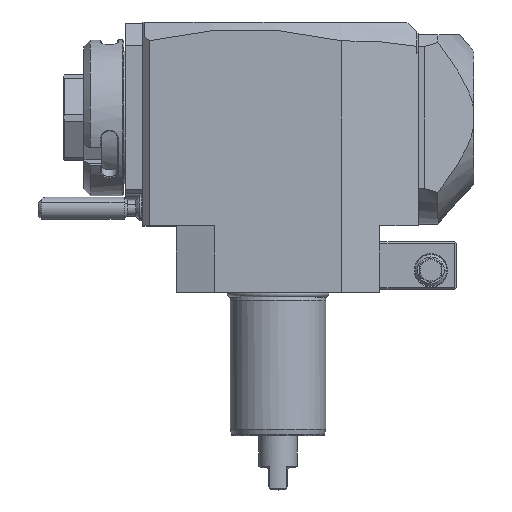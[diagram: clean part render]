
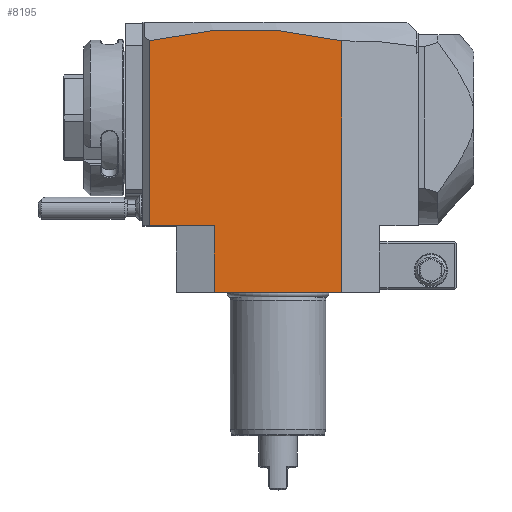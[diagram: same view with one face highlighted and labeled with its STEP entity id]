
A CAD part, top view. The second image highlights one B-rep face of the part: STEP entity #8195.
In plain terms, the highlighted planar face has unit normal (0, 0, 1).
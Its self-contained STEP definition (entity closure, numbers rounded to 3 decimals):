
#17=DIRECTION('',(-1.,0.,0.));
#18=VECTOR('',#17,40.);
#19=CARTESIAN_POINT('',(20.,0.,32.));
#20=LINE('',#19,#18);
#878=DIRECTION('',(0.,1.,0.));
#879=VECTOR('',#878,79.092);
#880=CARTESIAN_POINT('',(20.,0.,32.));
#881=LINE('',#880,#879);
#904=DIRECTION('',(-1.,0.,0.));
#905=VECTOR('',#904,20.5);
#906=CARTESIAN_POINT('',(-20.,21.,32.));
#907=LINE('',#906,#905);
#908=CARTESIAN_POINT('',(-40.5,79.133,32.));
#909=CARTESIAN_POINT('',(-35.458,80.345,32.));
#910=CARTESIAN_POINT('',(-25.373,82.145,32.));
#911=CARTESIAN_POINT('',(-10.247,83.032,32.));
#912=CARTESIAN_POINT('',(4.877,82.124,32.));
#913=CARTESIAN_POINT('',(14.959,80.311,32.));
#914=CARTESIAN_POINT('',(20.,79.092,32.));
#928=DIRECTION('',(0.,-1.,0.));
#929=VECTOR('',#928,58.133);
#930=CARTESIAN_POINT('',(-40.5,79.133,32.));
#931=LINE('',#930,#929);
#941=DIRECTION('',(0.,-1.,0.));
#942=VECTOR('',#941,21.);
#943=CARTESIAN_POINT('',(-20.,21.,32.));
#944=LINE('',#943,#942);
#6865=VERTEX_POINT('',#908);
#6866=VERTEX_POINT('',#914);
#7229=CARTESIAN_POINT('',(-40.5,21.,32.));
#7231=VERTEX_POINT('',#7229);
#7249=CARTESIAN_POINT('',(20.,0.,32.));
#7250=VERTEX_POINT('',#7249);
#7251=CARTESIAN_POINT('',(-20.,0.,32.));
#7252=VERTEX_POINT('',#7251);
#7409=CARTESIAN_POINT('',(-20.,21.,32.));
#7410=VERTEX_POINT('',#7409);
#8179=CARTESIAN_POINT('',(-35.103,21.,32.));
#8180=DIRECTION('',(0.,0.,1.));
#8181=DIRECTION('',(1.,0.,0.));
#8182=AXIS2_PLACEMENT_3D('',#8179,#8180,#8181);
#8183=PLANE('',#8182);
#8185=ORIENTED_EDGE('',*,*,#8184,.T.);
#8187=ORIENTED_EDGE('',*,*,#8186,.F.);
#8188=ORIENTED_EDGE('',*,*,#7632,.T.);
#8189=ORIENTED_EDGE('',*,*,#8167,.F.);
#8190=ORIENTED_EDGE('',*,*,#7424,.T.);
#8192=ORIENTED_EDGE('',*,*,#8191,.F.);
#8193=EDGE_LOOP('',(#8185,#8187,#8188,#8189,#8190,#8192));
#8194=FACE_OUTER_BOUND('',#8193,.F.);
#915=B_SPLINE_CURVE_WITH_KNOTS('',3,(#908,#909,#910,#911,#912,#913,#914),
.UNSPECIFIED.,.F.,.F.,(4,1,1,1,4),(0.,0.25,0.5,0.75,1.),
.UNSPECIFIED.);
#7424=EDGE_CURVE('',#7250,#7252,#20,.T.);
#7632=EDGE_CURVE('',#6865,#6866,#915,.T.);
#8167=EDGE_CURVE('',#7250,#6866,#881,.T.);
#8184=EDGE_CURVE('',#7410,#7231,#907,.T.);
#8186=EDGE_CURVE('',#6865,#7231,#931,.T.);
#8191=EDGE_CURVE('',#7410,#7252,#944,.T.);
#8195=ADVANCED_FACE('',(#8194),#8183,.T.);
